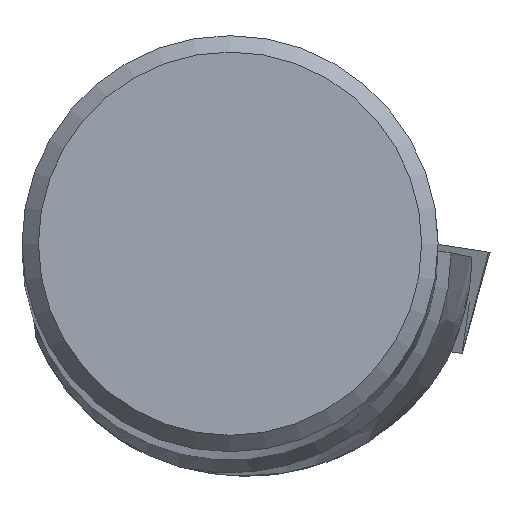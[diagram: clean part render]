
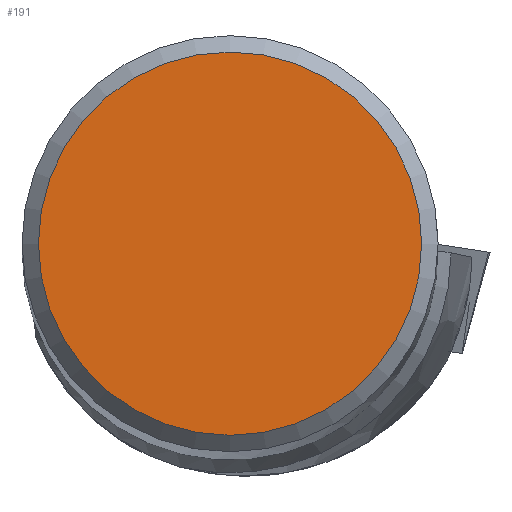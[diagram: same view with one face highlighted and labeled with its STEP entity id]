
A CAD part, top view. The second image highlights one B-rep face of the part: STEP entity #191.
In plain terms, the highlighted planar face has unit normal (0, 0, 1).
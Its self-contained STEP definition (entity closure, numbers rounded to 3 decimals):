
#158=FACE_OUTER_BOUND('',#347,.T.);
#191=ADVANCED_FACE('',(#158),#215,.T.);
#215=PLANE('',#829);
#347=EDGE_LOOP('',(#476));
#476=ORIENTED_EDGE('',*,*,#665,.F.);
#589=VERTEX_POINT('',#1326);
#665=EDGE_CURVE('',#589,#589,#706,.T.);
#706=CIRCLE('',#828,5.843);
#828=AXIS2_PLACEMENT_3D('',#1325,#984,#985);
#829=AXIS2_PLACEMENT_3D('',#1327,#986,#987);
#984=DIRECTION('',(0.,0.,-1.));
#985=DIRECTION('',(-1.,0.,0.));
#986=DIRECTION('',(0.,0.,1.));
#987=DIRECTION('',(-1.,0.,0.));
#1325=CARTESIAN_POINT('',(0.,0.,0.));
#1326=CARTESIAN_POINT('',(-5.843,0.,0.));
#1327=CARTESIAN_POINT('',(0.,0.,0.));
